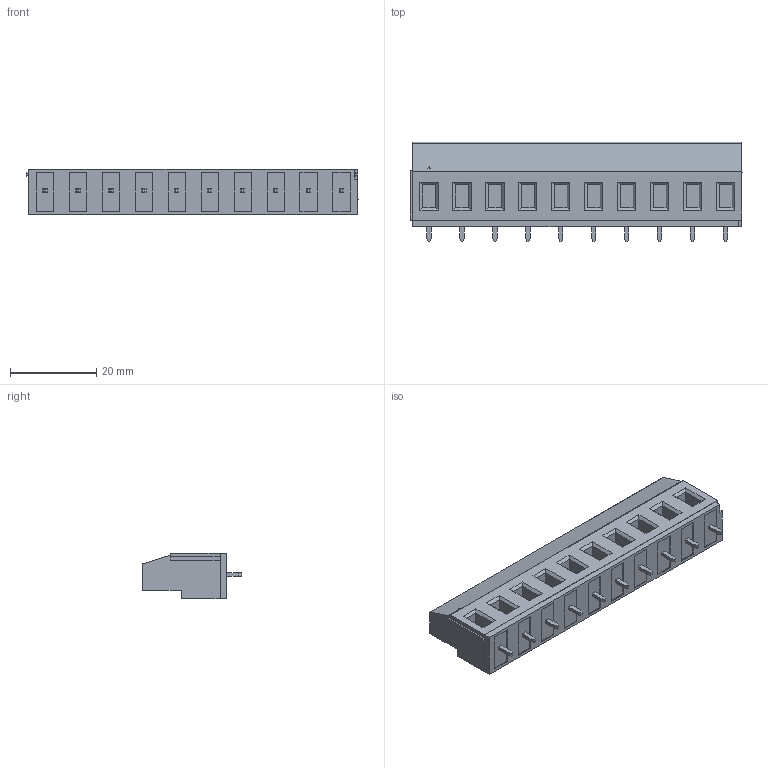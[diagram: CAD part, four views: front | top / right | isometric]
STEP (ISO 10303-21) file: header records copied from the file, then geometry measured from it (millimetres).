
FILE_DESCRIPTION (( 'STEP AP214' ), '1' );
FILE_NAME ('DG129-7.62-10P-14-00AH.STEP', '2021-01-12T19:56:31', ( '' ), ( '' ), 'SwSTEP 2.0', 'SolidWorks 2020', '' );
FILE_SCHEMA (( 'AUTOMOTIVE_DESIGN' ));
Length unit declared in the file: millimetre
Products named in the file (1): DG129-7.62-10P-14-00AH
Bounding box: 76.8 x 23 x 10.5 mm (x, y, z)
Volume: 12102.2 mm3; surface area: 6896.7 mm2
Topology: 1 solids, 1 shells, 913 faces, 2317 edges, 1502 vertices
Faces by surface type: plane 542, bspline 204, cylinder 99, torus 50, cone 18
Entity records: 43225 total; most frequent: CARTESIAN_POINT 16289, ORIENTED_EDGE 4634, DIRECTION 3685, EDGE_CURVE 2317, LINE 1513, VECTOR 1513, VERTEX_POINT 1502, AXIS2_PLACEMENT_3D 1086
